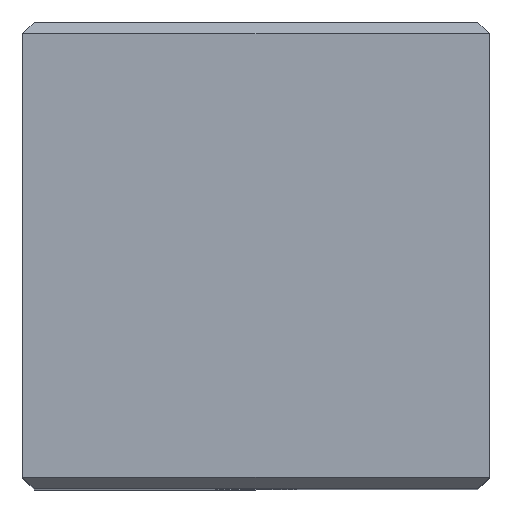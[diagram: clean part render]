
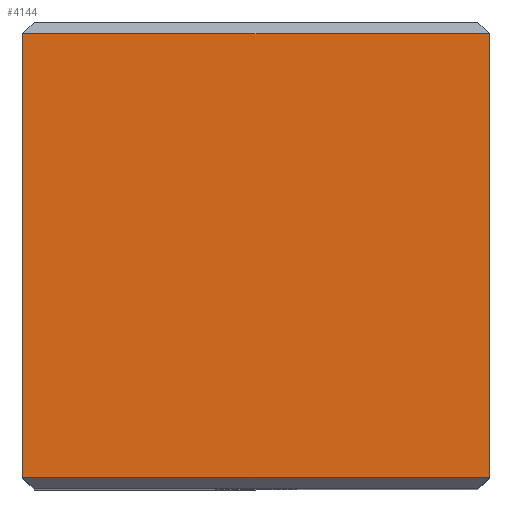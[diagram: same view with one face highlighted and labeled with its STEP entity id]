
A CAD part, top view. The second image highlights one B-rep face of the part: STEP entity #4144.
In plain terms, the highlighted planar face has unit normal (0, 0, 1).
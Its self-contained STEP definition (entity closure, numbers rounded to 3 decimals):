
#203 = EDGE_LOOP ( 'NONE', ( #621, #601, #604, #610 ) ) ;
#601 = ORIENTED_EDGE ( 'NONE', *, *, #4624, .F. ) ;
#604 = ORIENTED_EDGE ( 'NONE', *, *, #4676, .F. ) ;
#610 = ORIENTED_EDGE ( 'NONE', *, *, #4628, .T. ) ;
#621 = ORIENTED_EDGE ( 'NONE', *, *, #4666, .F. ) ;
#1697 = VERTEX_POINT ( 'NONE', #2086 ) ;
#1700 = VERTEX_POINT ( 'NONE', #2057 ) ;
#1766 = VERTEX_POINT ( 'NONE', #4115 ) ;
#1772 = VERTEX_POINT ( 'NONE', #4088 ) ;
#2057 = CARTESIAN_POINT ( 'NONE',  ( 0., 29.25, 0. ) ) ;
#2086 = CARTESIAN_POINT ( 'NONE',  ( 30., 29.25, 0. ) ) ;
#3335 = PLANE ( 'NONE',  #6641 ) ;
#3365 = CARTESIAN_POINT ( 'NONE',  ( 0., 30., 0. ) ) ;
#3375 = DIRECTION ( 'NONE',  ( -1., 0., 0. ) ) ;
#3382 = FACE_OUTER_BOUND ( 'NONE', #203, .T. ) ;
#3386 = DIRECTION ( 'NONE',  ( 0., 0., -1. ) ) ;
#4088 = CARTESIAN_POINT ( 'NONE',  ( 30., 0.75, 0. ) ) ;
#4115 = CARTESIAN_POINT ( 'NONE',  ( 0., 0.75, 0. ) ) ;
#4144 = ADVANCED_FACE ( 'NONE', ( #3382 ), #3335, .F. ) ;
#4624 = EDGE_CURVE ( 'NONE', #1697, #1772, #5025, .T. ) ;
#4628 = EDGE_CURVE ( 'NONE', #1700, #1766, #5056, .T. ) ;
#4666 = EDGE_CURVE ( 'NONE', #1772, #1766, #5173, .T. ) ;
#4676 = EDGE_CURVE ( 'NONE', #1700, #1697, #5192, .T. ) ;
#5025 = LINE ( 'NONE', #5058, #6279 ) ;
#5040 = DIRECTION ( 'NONE',  ( 0., -1., 0. ) ) ;
#5056 = LINE ( 'NONE', #5079, #6275 ) ;
#5058 = CARTESIAN_POINT ( 'NONE',  ( 30., 30., 0. ) ) ;
#5071 = DIRECTION ( 'NONE',  ( 0., -1., 0. ) ) ;
#5079 = CARTESIAN_POINT ( 'NONE',  ( 0., 30., 0. ) ) ;
#5139 = DIRECTION ( 'NONE',  ( -1., 0., 0. ) ) ;
#5150 = CARTESIAN_POINT ( 'NONE',  ( 0., 0.75, 0. ) ) ;
#5173 = LINE ( 'NONE', #5150, #6317 ) ;
#5180 = CARTESIAN_POINT ( 'NONE',  ( 0., 29.25, 0. ) ) ;
#5192 = LINE ( 'NONE', #5180, #6329 ) ;
#5218 = DIRECTION ( 'NONE',  ( 1., 0., 0. ) ) ;
#6275 = VECTOR ( 'NONE', #5040, 1000. ) ;
#6279 = VECTOR ( 'NONE', #5071, 1000. ) ;
#6317 = VECTOR ( 'NONE', #5139, 1000. ) ;
#6329 = VECTOR ( 'NONE', #5218, 1000. ) ;
#6641 = AXIS2_PLACEMENT_3D ( 'NONE', #3365, #3386, #3375 ) ;
